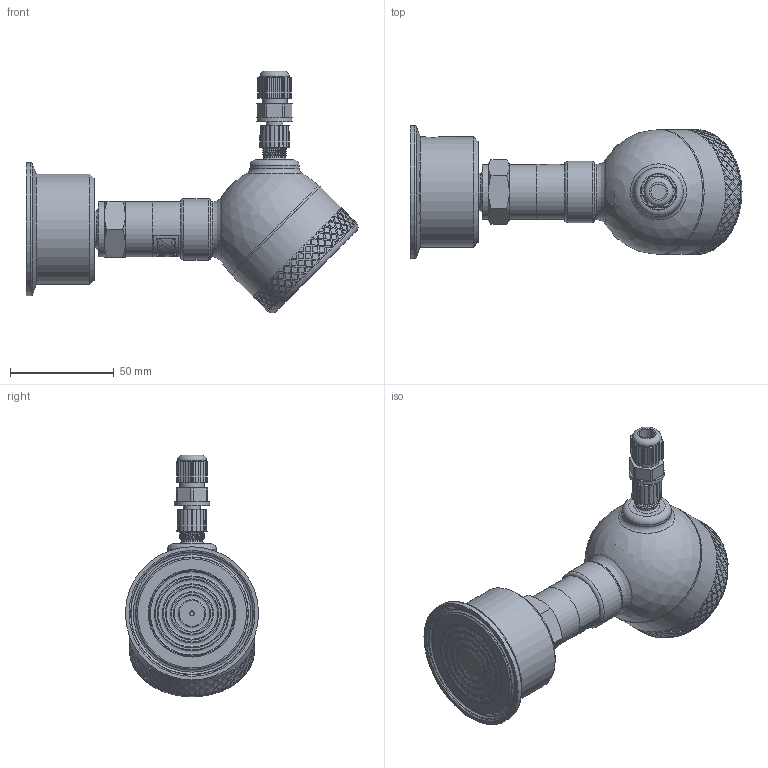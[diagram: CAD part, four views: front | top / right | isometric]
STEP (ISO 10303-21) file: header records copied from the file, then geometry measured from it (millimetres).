
FILE_DESCRIPTION(/* description */ (''),/* implementation_level */ '2;1');
FILE_NAME(/* name */ 'APZ3420sFH_ClampDN2_3.step',/* time_stamp */ '2021-07-08T16:35:23+03:00',/* author */ (''),/* organization */ (''),/* preprocessor_version */ 'ST-DEVELOPER v18.1',/* originating_system */ 'Autodesk Translation Framework v10.9.0.1377',/* authorisation */ '');
FILE_SCHEMA (('AUTOMOTIVE_DESIGN { 1 0 10303 214 3 1 1 }'));
Length unit declared in the file: millimetre
Products named in the file (8): АПЗ 3420s заполненный 
+ полевой корпус; G1\2EN; Clamp DN2' diaphragm 48 v2; Заполненный полевой 
корпус v13; Main body; Cover without display; M12x1 adapter; M12x1 female straight v9
Assembly tree (6 placements, depth 3):
  АПЗ 3420s заполненный 
+ полевой корпус
    G1\2EN
    Заполненный полевой 
корпус v13
      Main body
      Cover without display
      M12x1 adapter
      M12x1 female straight v9
  Clamp DN2' diaphragm 48 v2
Bounding box: 159.62 x 64 x 116.18 mm (x, y, z)
Volume: 304590.1 mm3; surface area: 52274.9 mm2
Topology: 8 solids, 8 shells, 1612 faces, 3957 edges, 2621 vertices
Faces by surface type: bspline 930, cylinder 314, plane 286, cone 47, torus 33, sphere 2
Full cylindrical faces by diameter (mm): 1 x4, 2 x1, 3 x1, 3.3 x1, 5 x1, 6 x3, 7 x1, 7.3 x1, 8 x3, 9.3 x1, 10.293 x1, 10.5 x2, 10.741 x7, 11.884 x6, 12 x1, 14 x1, 16.7 x1, 17 x1, 17.5 x1, 18 x1, 18.631 x7, 19.7 x1, 20.955 x7, 21.6 x1, 21.767 x1, 22 x1, 22.4 x2, 23.6 x1, 24.5 x2, 26.5 x2
Entity records: 72046 total; most frequent: CARTESIAN_POINT 41208, ORIENTED_EDGE 7912, EDGE_CURVE 3956, DIRECTION 3226, B_SPLINE_CURVE_WITH_KNOTS 2629, VERTEX_POINT 2621, EDGE_LOOP 1879, FACE_OUTER_BOUND 1612
